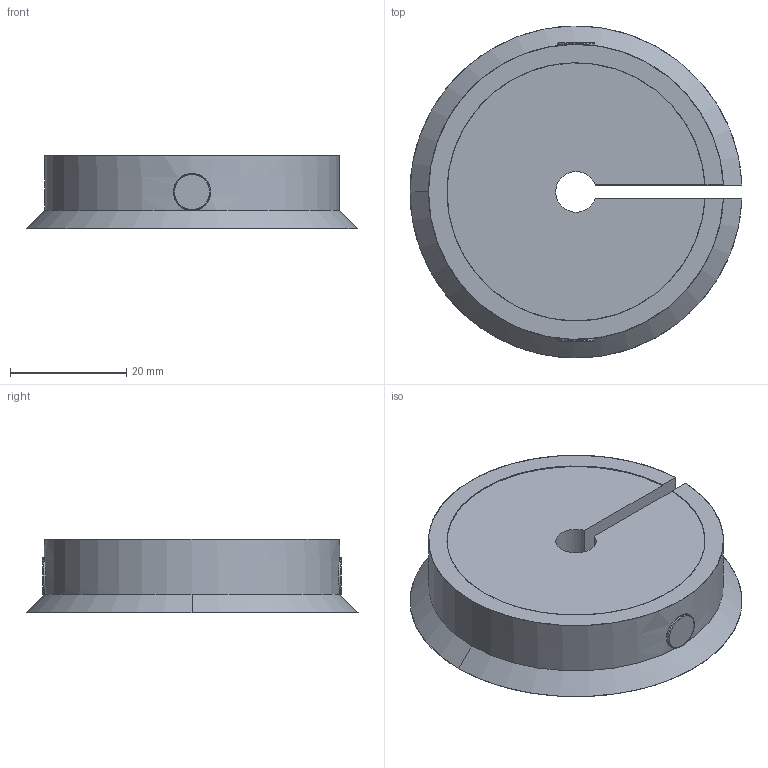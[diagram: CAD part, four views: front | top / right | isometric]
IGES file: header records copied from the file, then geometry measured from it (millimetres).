
Start section: SolidWorks IGES file using analytic representation for surfaces
Global section: file name: 3-DT1P200-000.IGS; native system: SolidWorks 2016; preprocessor: SolidWorks 2016; author: rhilaire; date: 151230.144616; units: inch
Bounding box: 57 x 57.01 x 12.7 mm (x, y, z)
Surface area: 7465 mm2 (no closed solid volume)
Topology: 0 solids, 0 shells, 20 faces, 569 edges, 567 vertices
Faces by surface type: bspline 11, revolution 9
